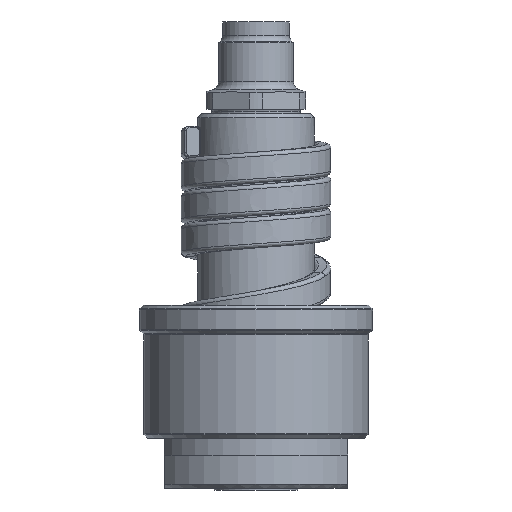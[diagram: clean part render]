
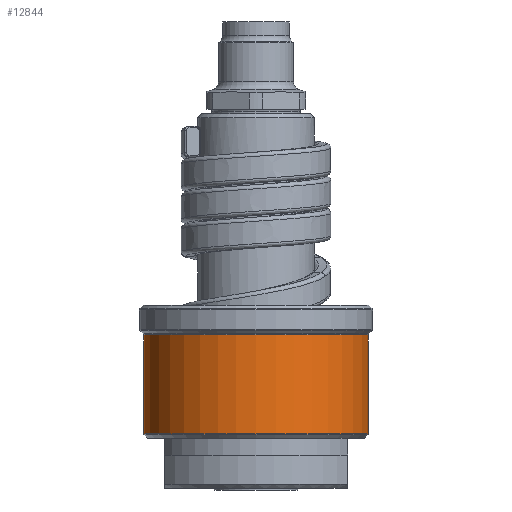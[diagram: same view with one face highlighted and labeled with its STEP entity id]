
A CAD part, front view. The second image highlights one B-rep face of the part: STEP entity #12844.
In plain terms, the highlighted cylindrical face has radius 13.5 mm (diameter 27 mm), a partial arc.
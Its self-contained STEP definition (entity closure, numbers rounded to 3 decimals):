
#4319=CARTESIAN_POINT('',(0.,0.,6.582));
#4320=DIRECTION('',(0.,0.,1.));
#4321=DIRECTION('',(-1.,0.,0.));
#4322=AXIS2_PLACEMENT_3D('',#4319,#4320,#4321);
#4324=DIRECTION('',(0.,0.,-1.));
#4325=VECTOR('',#4324,11.835);
#4326=CARTESIAN_POINT('',(-13.5,0.,18.417));
#4327=LINE('',#4326,#4325);
#4328=CARTESIAN_POINT('',(0.,0.,18.417));
#4329=DIRECTION('',(0.,0.,1.));
#4330=DIRECTION('',(-1.,0.,0.));
#4331=AXIS2_PLACEMENT_3D('',#4328,#4329,#4330);
#4333=DIRECTION('',(0.,0.,-1.));
#4334=VECTOR('',#4333,11.835);
#4335=CARTESIAN_POINT('',(13.5,0.,18.417));
#4336=LINE('',#4335,#4334);
#5812=CARTESIAN_POINT('',(13.5,0.,18.417));
#5813=CARTESIAN_POINT('',(-13.5,0.,18.417));
#5814=VERTEX_POINT('',#5812);
#5815=VERTEX_POINT('',#5813);
#5838=CARTESIAN_POINT('',(13.5,0.,6.582));
#5839=VERTEX_POINT('',#5838);
#5840=CARTESIAN_POINT('',(-13.5,0.,6.582));
#5841=VERTEX_POINT('',#5840);
#12832=CARTESIAN_POINT('',(0.,0.,5.2));
#12833=DIRECTION('',(0.,0.,1.));
#12834=DIRECTION('',(-1.,0.,0.));
#12835=AXIS2_PLACEMENT_3D('',#12832,#12833,#12834);
#12836=CYLINDRICAL_SURFACE('',#12835,13.5);
#12837=ORIENTED_EDGE('',*,*,#7991,.F.);
#12838=ORIENTED_EDGE('',*,*,#12823,.F.);
#12840=ORIENTED_EDGE('',*,*,#12839,.T.);
#12841=ORIENTED_EDGE('',*,*,#12819,.T.);
#12842=EDGE_LOOP('',(#12837,#12838,#12840,#12841));
#12843=FACE_OUTER_BOUND('',#12842,.F.);
#4323=CIRCLE('',#4322,13.5);
#4332=CIRCLE('',#4331,13.5);
#7991=EDGE_CURVE('',#5841,#5839,#4323,.T.);
#12819=EDGE_CURVE('',#5814,#5839,#4336,.T.);
#12823=EDGE_CURVE('',#5815,#5841,#4327,.T.);
#12839=EDGE_CURVE('',#5815,#5814,#4332,.T.);
#12844=ADVANCED_FACE('',(#12843),#12836,.T.);
